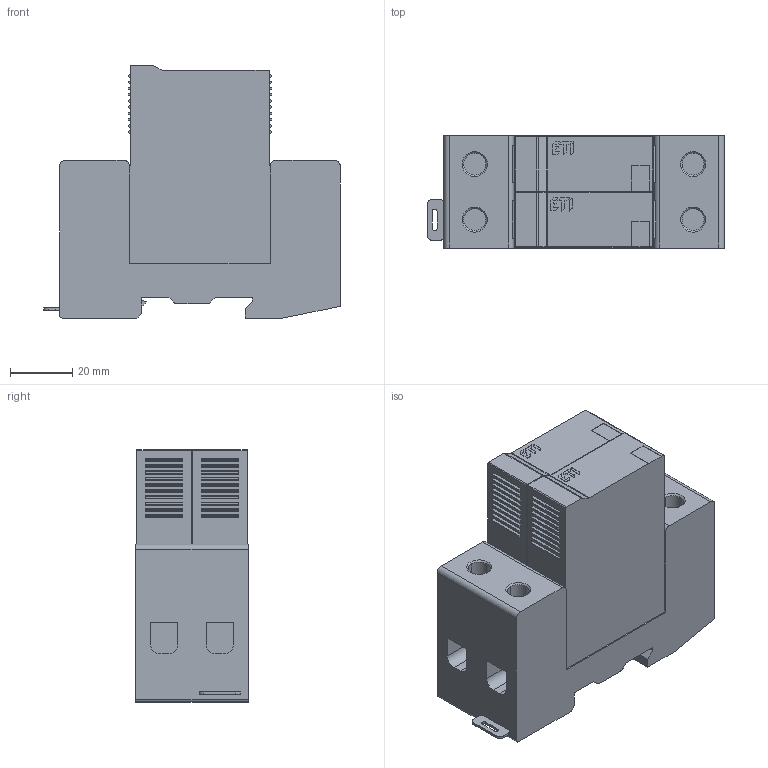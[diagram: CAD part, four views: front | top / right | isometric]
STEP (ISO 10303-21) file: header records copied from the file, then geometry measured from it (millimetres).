
FILE_DESCRIPTION((''),'2;1');
FILE_NAME('ETITEC_V_T12_28012_5_2_0','2019-09-30T',('marketing.praksa'),('Audax d.o.o.'),'CREO PARAMETRIC BY PTC INC, 2017480','CREO PARAMETRIC BY PTC INC, 2017480','');
FILE_SCHEMA(('AUTOMOTIVE_DESIGN { 1 0 10303 214 1 1 1 1 }'));
Length unit declared in the file: millimetre
Products named in the file (1): ETITEC_V_T12_28012_5_2_0
Bounding box: 95.08 x 36 x 80.9 mm (x, y, z)
Volume: 192479.1 mm3; surface area: 31264.2 mm2
Topology: 1 solids, 1 shells, 440 faces, 1134 edges, 755 vertices
Faces by surface type: plane 349, cylinder 83, cone 8
Entity records: 16934 total; most frequent: CARTESIAN_POINT 2331, ORIENTED_EDGE 2268, DIRECTION 2197, PRESENTATION_STYLE_ASSIGNMENT 1141, STYLED_ITEM 1135, CURVE_STYLE 1134, EDGE_CURVE 1134, VECTOR 951
